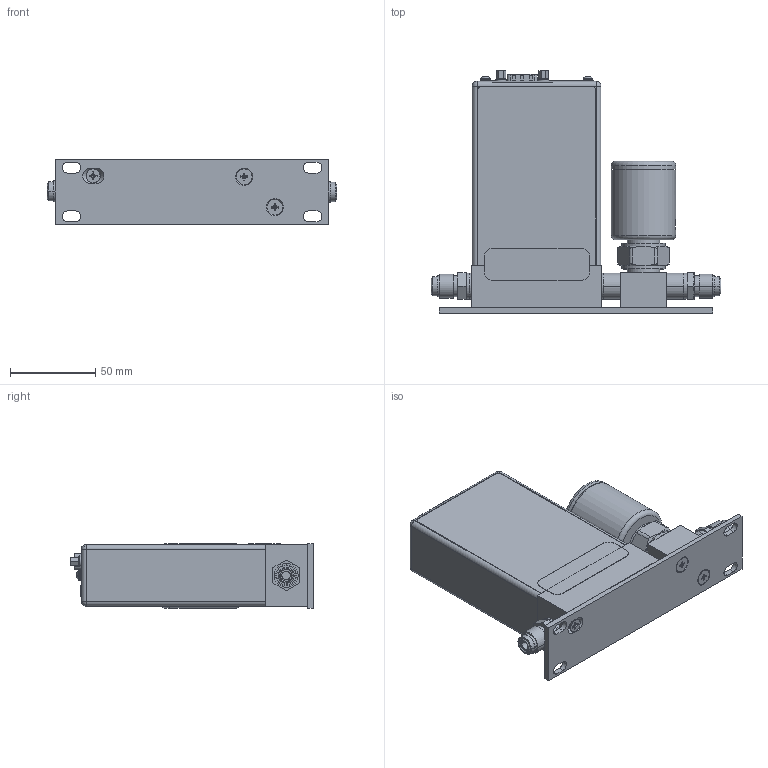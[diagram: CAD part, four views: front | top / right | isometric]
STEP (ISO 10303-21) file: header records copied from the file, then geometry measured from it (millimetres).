
FILE_DESCRIPTION((''),'2;1');
FILE_NAME('1040814_GV_9-PIN_ANALOG_ASM','2015-08-14T',('cockrofm'),(''),'PRO/ENGINEER BY PARAMETRIC TECHNOLOGY CORPORATION, 2011490','PRO/ENGINEER BY PARAMETRIC TECHNOLOGY CORPORATION, 2011490','');
FILE_SCHEMA(('CONFIG_CONTROL_DESIGN'));
Length unit declared in the file: inch
Products named in the file (44): 116653-P1_FULL-VALVE; 116475_FTG-4VCR-PLUG; 119000_MNTG-PLATE; 160-0022; 160-3973; 1041553_FLOWBODY_NOT-USED; 116407-P1; 117264-P1; 120405_SOLENOID-NO-WIRES_ASM; 1042639-001_FRT; 122676; 117328-G1_ASM; 1046267_ANALOG_PWB; 110-0187-3-PIN-HEADER; 110-0883_10-PIN_HEADER; 1046649_20-PIN_HEADER_ASM; 1007235_CONN_RJ45; 1042414_4-PIN_HEADER; 1055809_CONN_HEADER_2-PIN; TMM-105-01-G-S-RA; 1046268_ANALOG_MAIN_BD_ASM; 1046138-001; 1048317_REAR_LABEL; 1011702-002_4-40_PAN-HD-SEMS; 1046576_PWB_BOARD; 171-009-113; SQT-PIN; SQT-PIN_AF0; SQT-CASE_AF4; SQT-PIN_AF1; SQT-125-01-X-S-RA_ANY_ASM_AF0_ASM; 1046431_10-PIN_HEADER_ASM; 1046651_20-PIN_CONN_ASM; 1037026_PUSH-BUTTON; 1041885_LED; 1046577_CCA_ASSY_ASM; 1020613_LIGHT_PIPE; 159-8960_EMI_SHEILD_9PIN; 185-3740; 1016309-003 ...
Assembly tree (58 placements, depth 7):
  1040814_GV_9-PIN_ANALOG_ASM
    116653-P1_FULL-VALVE
    116475_FTG-4VCR-PLUG
    119000_MNTG-PLATE
    160-0022  x2
    160-3973
    1040814_9-PIN_NO_OUTLET_ASM
      1041553_FLOWBODY_NOT-USED
      116407-P1
      117264-P1
      120405_SOLENOID-NO-WIRES_ASM
      1042639-001_FRT
      122676
      117328-G1_ASM
      1046268_ANALOG_MAIN_BD_ASM
        1046267_ANALOG_PWB
        110-0187-3-PIN-HEADER
        1046649_20-PIN_HEADER_ASM
          110-0883_10-PIN_HEADER  x2
        1007235_CONN_RJ45
        1042414_4-PIN_HEADER
        1055809_CONN_HEADER_2-PIN
        TMM-105-01-G-S-RA
      1046138-001
      1048317_REAR_LABEL
      1011702-002_4-40_PAN-HD-SEMS
      1046577_CCA_ASSY_ASM
        1046576_PWB_BOARD
        171-009-113
        1046651_20-PIN_CONN_ASM
          1046431_10-PIN_HEADER_ASM  x2
            SQT-125-01-X-S-RA_ANY_ASM_AF0_ASM
              SQT-PIN  x10
              SQT-PIN_AF0
              SQT-CASE_AF4
              SQT-PIN_AF1
        1037026_PUSH-BUTTON
        1041885_LED
      1020613_LIGHT_PIPE
      159-8960_EMI_SHEILD_9PIN
      185-3740  x2
      1016309-003  x2
      1048315-001
      119937-P9_SMALL-SINGLE
    1011702-002_4-40_PAN-HD-SEMS
Bounding box: 170.31 x 142.47 x 38.11 mm (x, y, z)
Volume: 213229.8 mm3; surface area: 158555.6 mm2
Topology: 57 solids, 61 shells, 3879 faces, 10178 edges, 6536 vertices
Faces by surface type: plane 2866, cylinder 717, bspline 153, cone 72, torus 37, extrusion 24, sphere 10
Entity records: 69614 total; most frequent: CARTESIAN_POINT 15665, ORIENTED_EDGE 11016, DIRECTION 10673, EDGE_CURVE 5514, VECTOR 4275, LINE 4251, VERTEX_POINT 3572, AXIS2_PLACEMENT_3D 3199
